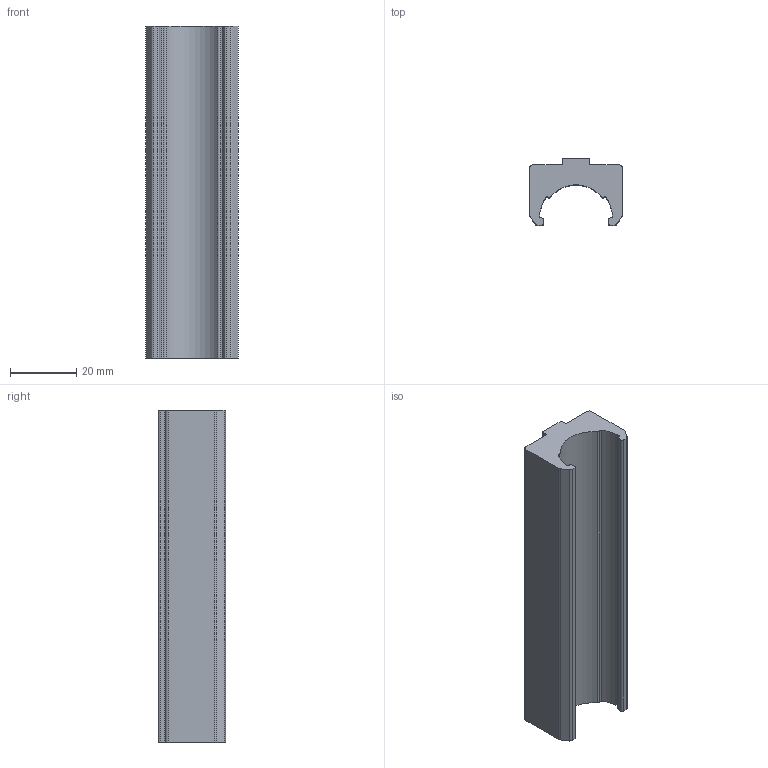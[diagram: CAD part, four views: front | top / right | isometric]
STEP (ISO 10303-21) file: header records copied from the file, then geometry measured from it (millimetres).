
FILE_DESCRIPTION(/* description */ ('Profilo alluminio 01.'),/* implementation_level */ '2;1');
FILE_NAME(/* name */ 'BPRGD0000021.stp',/* time_stamp */ '2018-02-27T11:33:29+01:00',/* author */ ('fzagni'),/* organization */ (''),/* preprocessor_version */ 'ST-DEVELOPER v16.1',/* originating_system */ 'Autodesk Inventor 2016',/* authorisation */ '');
FILE_SCHEMA (('AUTOMOTIVE_DESIGN { 1 0 10303 214 3 1 1 }'));
Length unit declared in the file: millimetre
Products named in the file (1): 3DSD001630
Bounding box: 28 x 20.2 x 100 mm (x, y, z)
Volume: 30540.3 mm3; surface area: 11778.1 mm2
Topology: 1 solids, 1 shells, 38 faces, 108 edges, 72 vertices
Faces by surface type: cylinder 25, plane 13
Entity records: 1286 total; most frequent: DIRECTION 236, CARTESIAN_POINT 219, ORIENTED_EDGE 216, EDGE_CURVE 108, AXIS2_PLACEMENT_3D 89, VERTEX_POINT 72, LINE 58, VECTOR 58
